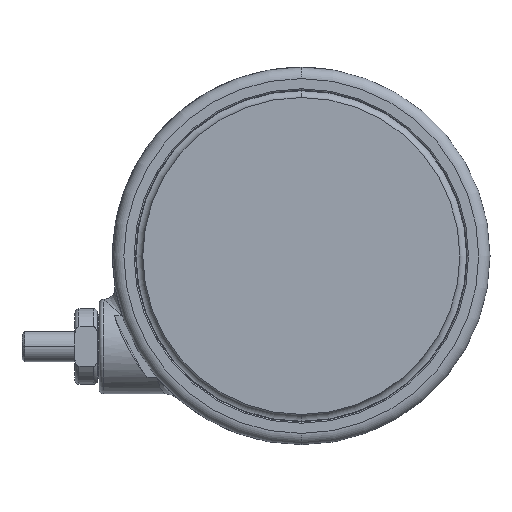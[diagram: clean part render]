
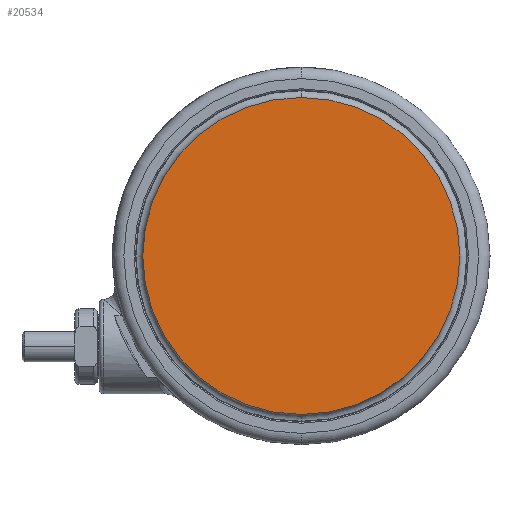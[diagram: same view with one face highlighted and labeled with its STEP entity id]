
A CAD part, left-side view. The second image highlights one B-rep face of the part: STEP entity #20534.
In plain terms, the highlighted face is planar.
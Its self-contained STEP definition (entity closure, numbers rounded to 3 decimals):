
#2468 = DIRECTION ( 'NONE',  ( -1., 0., 0. ) ) ;
#4007 = FACE_OUTER_BOUND ( 'NONE', #8681, .T. ) ;
#6093 = VERTEX_POINT ( 'NONE', #12185 ) ;
#6135 = EDGE_CURVE ( 'NONE', #6093, #8075, #8828, .T. ) ;
#7599 = AXIS2_PLACEMENT_3D ( 'NONE', #32393, #17432, #2468 ) ;
#8075 = VERTEX_POINT ( 'NONE', #25666 ) ;
#8681 = EDGE_LOOP ( 'NONE', ( #21231, #24441 ) ) ;
#8828 = CIRCLE ( 'NONE', #7599, 42. ) ;
#9149 = DIRECTION ( 'NONE',  ( 0., 0., -1. ) ) ;
#12185 = CARTESIAN_POINT ( 'NONE',  ( 42., 0., -48.6 ) ) ;
#13899 = AXIS2_PLACEMENT_3D ( 'NONE', #24123, #9149, #26652 ) ;
#15054 = EDGE_CURVE ( 'NONE', #8075, #6093, #18844, .T. ) ;
#17222 = DIRECTION ( 'NONE',  ( 1., 0., 0. ) ) ;
#17432 = DIRECTION ( 'NONE',  ( 0., 0., -1. ) ) ;
#18844 = CIRCLE ( 'NONE', #13899, 42. ) ;
#20534 = ADVANCED_FACE ( 'NONE', ( #4007 ), #32185, .F. ) ;
#21231 = ORIENTED_EDGE ( 'NONE', *, *, #15054, .T. ) ;
#24123 = CARTESIAN_POINT ( 'NONE',  ( 0., 0., -48.6 ) ) ;
#24441 = ORIENTED_EDGE ( 'NONE', *, *, #6135, .T. ) ;
#24674 = DIRECTION ( 'NONE',  ( 0., 0., 1. ) ) ;
#25342 = AXIS2_PLACEMENT_3D ( 'NONE', #29662, #24674, #17222 ) ;
#25666 = CARTESIAN_POINT ( 'NONE',  ( -42., 0., -48.6 ) ) ;
#26652 = DIRECTION ( 'NONE',  ( -1., 0., 0. ) ) ;
#29662 = CARTESIAN_POINT ( 'NONE',  ( 0., 0., -48.6 ) ) ;
#32185 = PLANE ( 'NONE',  #25342 ) ;
#32393 = CARTESIAN_POINT ( 'NONE',  ( 0., 0., -48.6 ) ) ;
